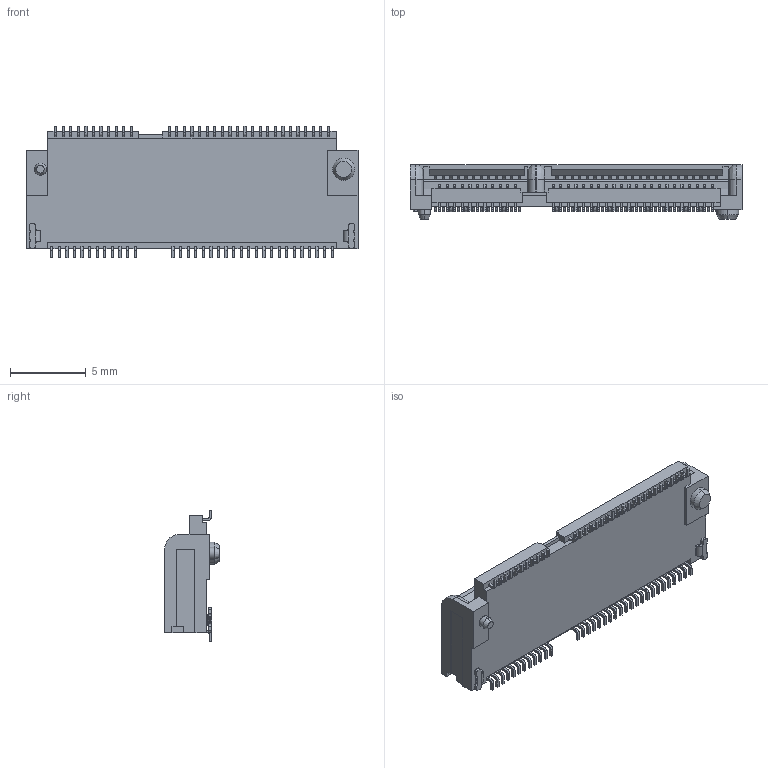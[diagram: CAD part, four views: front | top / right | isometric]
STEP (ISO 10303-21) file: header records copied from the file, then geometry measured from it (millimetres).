
FILE_DESCRIPTION((''),'2;1');
FILE_NAME('C-2199119-4','2018-06-08T',('workeradm'),('TE Connectivity Ltd.'),'CREO PARAMETRIC BY PTC INC, 2016050','CREO PARAMETRIC BY PTC INC, 2016050','');
FILE_SCHEMA(('AUTOMOTIVE_DESIGN { 1 0 10303 214 1 1 1 1 }'));
Length unit declared in the file: millimetre
Products named in the file (1): C-2199119-4
Bounding box: 21.9 x 3.62 x 8.7 mm (x, y, z)
Volume: 336.1 mm3; surface area: 690.5 mm2
Topology: 1 solids, 1 shells, 1497 faces, 4248 edges, 2825 vertices
Faces by surface type: plane 984, cylinder 505, bspline 4, cone 4
Entity records: 48846 total; most frequent: CARTESIAN_POINT 8766, ORIENTED_EDGE 8496, DIRECTION 8228, EDGE_CURVE 4248, VECTOR 3214, LINE 3214, VERTEX_POINT 2825, AXIS2_PLACEMENT_3D 2507
